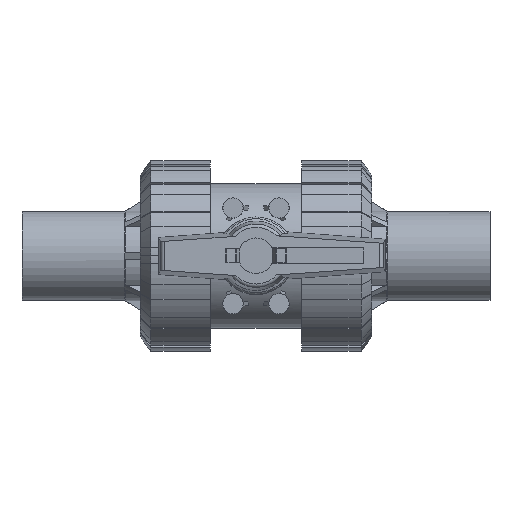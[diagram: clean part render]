
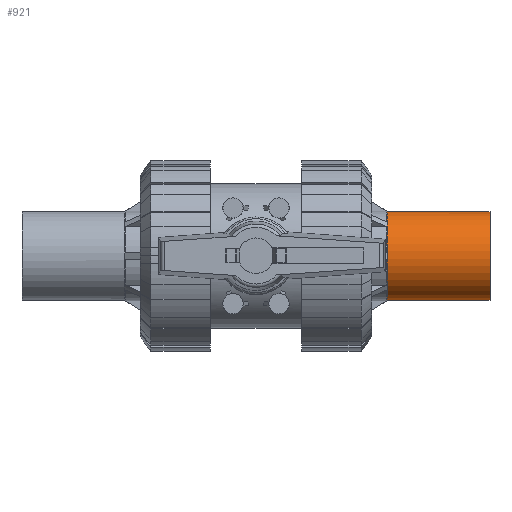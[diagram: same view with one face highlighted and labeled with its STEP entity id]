
A CAD part, top view. The second image highlights one B-rep face of the part: STEP entity #921.
In plain terms, the highlighted free-form (B-spline) face has degree [8, 1] with [9, 2] control points.
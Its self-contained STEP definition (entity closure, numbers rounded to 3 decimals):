
#921=ADVANCED_FACE('',(#2144),#2145,.T.);
#2144=FACE_OUTER_BOUND('',#3821,.T.);
#2145=B_SPLINE_SURFACE_WITH_KNOTS('',8,1,((#3822,#3823),(#3824,#3825),(#3826,#3827),(#3828,#3829),(#3830,#3831),(#3832,#3833),(#3834,#3835),(#3836,#3837),(#3838,#3839)),.UNSPECIFIED.,.F.,.F.,.F.,(9,9),(2,2),(-6.284,-3.141),(14499.977,14557.979),.UNSPECIFIED.);
#3821=EDGE_LOOP('',(#7038,#7039,#7040,#7041));
#3822=CARTESIAN_POINT('',(132.001,-25.,56.475));
#3823=CARTESIAN_POINT('',(73.999,-25.1,56.475));
#3824=CARTESIAN_POINT('',(132.001,-25.01,66.299));
#3825=CARTESIAN_POINT('',(73.999,-25.11,66.338));
#3826=CARTESIAN_POINT('',(132.001,-20.609,76.127));
#3827=CARTESIAN_POINT('',(73.999,-20.691,76.205));
#3828=CARTESIAN_POINT('',(132.001,-11.797,83.648));
#3829=CARTESIAN_POINT('',(73.999,-11.844,83.756));
#3830=CARTESIAN_POINT('',(132.001,0.003,86.552));
#3831=CARTESIAN_POINT('',(73.999,0.003,86.672));
#3832=CARTESIAN_POINT('',(132.001,11.794,83.648));
#3833=CARTESIAN_POINT('',(73.999,11.841,83.756));
#3834=CARTESIAN_POINT('',(132.001,20.608,76.127));
#3835=CARTESIAN_POINT('',(73.999,20.691,76.205));
#3836=CARTESIAN_POINT('',(132.001,25.01,66.299));
#3837=CARTESIAN_POINT('',(73.999,25.11,66.338));
#3838=CARTESIAN_POINT('',(132.001,25.,56.475));
#3839=CARTESIAN_POINT('',(73.999,25.1,56.475));
#7038=ORIENTED_EDGE('',*,*,#11229,.T.);
#7039=ORIENTED_EDGE('',*,*,#11220,.T.);
#7040=ORIENTED_EDGE('',*,*,#11231,.T.);
#7041=ORIENTED_EDGE('',*,*,#11233,.F.);
#11220=EDGE_CURVE('',#13442,#13443,#13444,.T.);
#11229=EDGE_CURVE('',#13455,#13442,#13456,.T.);
#11231=EDGE_CURVE('',#13443,#13457,#13459,.T.);
#11233=EDGE_CURVE('',#13455,#13457,#13461,.T.);
#13442=VERTEX_POINT('',#17154);
#13443=VERTEX_POINT('',#17155);
#13444=B_SPLINE_CURVE_WITH_KNOTS('',8,(#17156,#17157,#17158,#17159,#17160,#17161,#17162,#17163,#17164),.UNSPECIFIED.,.F.,.F.,(9,9),(0.,0.078),.UNSPECIFIED.);
#13455=VERTEX_POINT('',#17201);
#13456=LINE('',#17202,#17203);
#13457=VERTEX_POINT('',#17204);
#13459=LINE('',#17214,#17215);
#13461=B_SPLINE_CURVE_WITH_KNOTS('',8,(#17217,#17218,#17219,#17220,#17221,#17222,#17223,#17224,#17225),.UNSPECIFIED.,.F.,.F.,(9,9),(-6.283,-3.142),.UNSPECIFIED.);
#17154=CARTESIAN_POINT('',(132.0,-25.,56.5));
#17155=CARTESIAN_POINT('',(132.0,25.,56.5));
#17156=CARTESIAN_POINT('',(132.0,-25.,56.5));
#17157=CARTESIAN_POINT('',(132.0,-25.,66.317));
#17158=CARTESIAN_POINT('',(132.0,-20.595,76.135));
#17159=CARTESIAN_POINT('',(132.0,-11.787,83.645));
#17160=CARTESIAN_POINT('',(132.0,0.003,86.545));
#17161=CARTESIAN_POINT('',(132.0,11.784,83.645));
#17162=CARTESIAN_POINT('',(132.0,20.594,76.135));
#17163=CARTESIAN_POINT('',(132.0,25.,66.317));
#17164=CARTESIAN_POINT('',(132.0,25.,56.5));
#17201=CARTESIAN_POINT('',(74.,-25.1,56.5));
#17202=CARTESIAN_POINT('',(103.,-25.05,56.5));
#17203=VECTOR('',#23305,1000.0);
#17204=CARTESIAN_POINT('',(74.,25.1,56.5));
#17214=CARTESIAN_POINT('',(103.,25.05,56.5));
#17215=VECTOR('',#23306,1000.0);
#17217=CARTESIAN_POINT('',(74.,-25.1,56.5));
#17218=CARTESIAN_POINT('',(74.,-25.1,66.357));
#17219=CARTESIAN_POINT('',(74.,-20.677,76.213));
#17220=CARTESIAN_POINT('',(74.,-11.834,83.754));
#17221=CARTESIAN_POINT('',(74.,0.003,86.665));
#17222=CARTESIAN_POINT('',(74.,11.831,83.754));
#17223=CARTESIAN_POINT('',(74.,20.677,76.213));
#17224=CARTESIAN_POINT('',(74.,25.1,66.357));
#17225=CARTESIAN_POINT('',(74.,25.1,56.5));
#23305=DIRECTION('',(1.,0.002,0.));
#23306=DIRECTION('',(-1.,0.002,0.));
